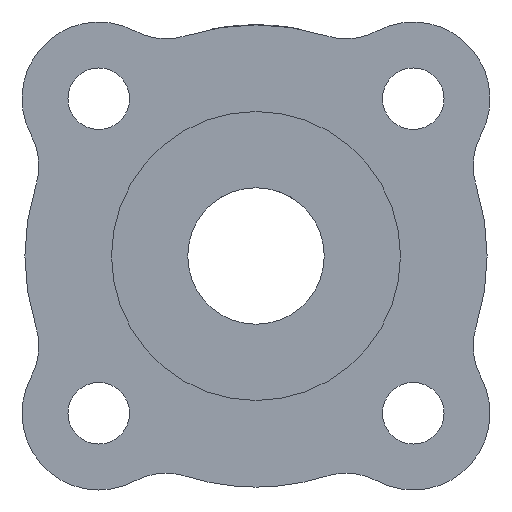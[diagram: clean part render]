
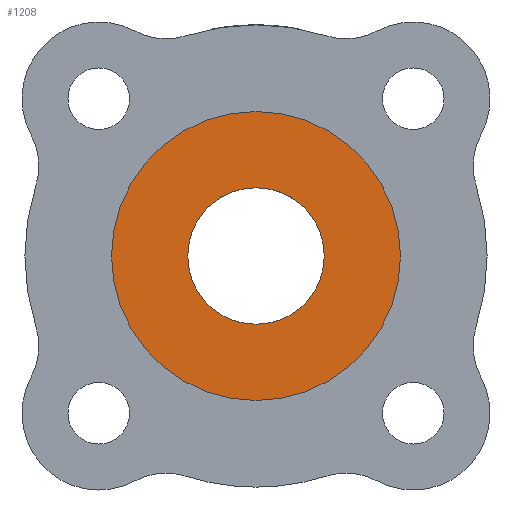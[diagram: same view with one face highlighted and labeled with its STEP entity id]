
A CAD part, front view. The second image highlights one B-rep face of the part: STEP entity #1208.
In plain terms, the highlighted planar face has unit normal (0, -1, 0).
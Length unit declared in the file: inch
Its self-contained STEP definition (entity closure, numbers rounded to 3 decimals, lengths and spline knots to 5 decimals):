
#24 = VERTEX_POINT ( 'NONE', #480 ) ;
#40 = CARTESIAN_POINT ( 'NONE',  ( 0., 0., -0.25 ) ) ;
#99 = CARTESIAN_POINT ( 'NONE',  ( 0., 0., 0. ) ) ;
#129 = DIRECTION ( 'NONE',  ( 0., 1., 0. ) ) ;
#152 = CIRCLE ( 'NONE', #1474, 0.25 ) ;
#164 = VERTEX_POINT ( 'NONE', #868 ) ;
#189 = PLANE ( 'NONE',  #602 ) ;
#202 = EDGE_LOOP ( 'NONE', ( #1135, #1261 ) ) ;
#204 = DIRECTION ( 'NONE',  ( 0., 0., 1. ) ) ;
#295 = AXIS2_PLACEMENT_3D ( 'NONE', #777, #129, #891 ) ;
#305 = VERTEX_POINT ( 'NONE', #40 ) ;
#323 = CIRCLE ( 'NONE', #295, 0.11811 ) ;
#343 = DIRECTION ( 'NONE',  ( 0., 1., 0. ) ) ;
#407 = DIRECTION ( 'NONE',  ( 0., 0., 1. ) ) ;
#427 = DIRECTION ( 'NONE',  ( 0., 1., 0. ) ) ;
#480 = CARTESIAN_POINT ( 'NONE',  ( 0., 0., -0.11811 ) ) ;
#538 = ORIENTED_EDGE ( 'NONE', *, *, #1097, .T. ) ;
#602 = AXIS2_PLACEMENT_3D ( 'NONE', #970, #1084, #407 ) ;
#609 = EDGE_LOOP ( 'NONE', ( #538, #937 ) ) ;
#635 = CIRCLE ( 'NONE', #1385, 0.11811 ) ;
#684 = EDGE_CURVE ( 'NONE', #24, #751, #635, .T. ) ;
#751 = VERTEX_POINT ( 'NONE', #1163 ) ;
#777 = CARTESIAN_POINT ( 'NONE',  ( 0., 0., 0. ) ) ;
#800 = FACE_OUTER_BOUND ( 'NONE', #202, .T. ) ;
#867 = DIRECTION ( 'NONE',  ( 0., 1., 0. ) ) ;
#868 = CARTESIAN_POINT ( 'NONE',  ( 0., 0., 0.25 ) ) ;
#891 = DIRECTION ( 'NONE',  ( 0., 0., 1. ) ) ;
#937 = ORIENTED_EDGE ( 'NONE', *, *, #684, .T. ) ;
#970 = CARTESIAN_POINT ( 'NONE',  ( 0., 0., 0. ) ) ;
#1017 = CARTESIAN_POINT ( 'NONE',  ( 0., 0., 0. ) ) ;
#1067 = FACE_BOUND ( 'NONE', #609, .T. ) ;
#1071 = EDGE_CURVE ( 'NONE', #305, #164, #152, .T. ) ;
#1079 = EDGE_CURVE ( 'NONE', #164, #305, #1281, .T. ) ;
#1084 = DIRECTION ( 'NONE',  ( 0., 1., 0. ) ) ;
#1097 = EDGE_CURVE ( 'NONE', #751, #24, #323, .T. ) ;
#1107 = CARTESIAN_POINT ( 'NONE',  ( 0., 0., 0. ) ) ;
#1135 = ORIENTED_EDGE ( 'NONE', *, *, #1071, .F. ) ;
#1143 = DIRECTION ( 'NONE',  ( 0., 0., 1. ) ) ;
#1163 = CARTESIAN_POINT ( 'NONE',  ( 0., 0., 0.11811 ) ) ;
#1208 = ADVANCED_FACE ( 'NONE', ( #1067, #800 ), #189, .F. ) ;
#1233 = DIRECTION ( 'NONE',  ( 0., 0., 1. ) ) ;
#1261 = ORIENTED_EDGE ( 'NONE', *, *, #1079, .F. ) ;
#1281 = CIRCLE ( 'NONE', #1476, 0.25 ) ;
#1385 = AXIS2_PLACEMENT_3D ( 'NONE', #1017, #343, #1143 ) ;
#1474 = AXIS2_PLACEMENT_3D ( 'NONE', #99, #867, #204 ) ;
#1476 = AXIS2_PLACEMENT_3D ( 'NONE', #1107, #427, #1233 ) ;
